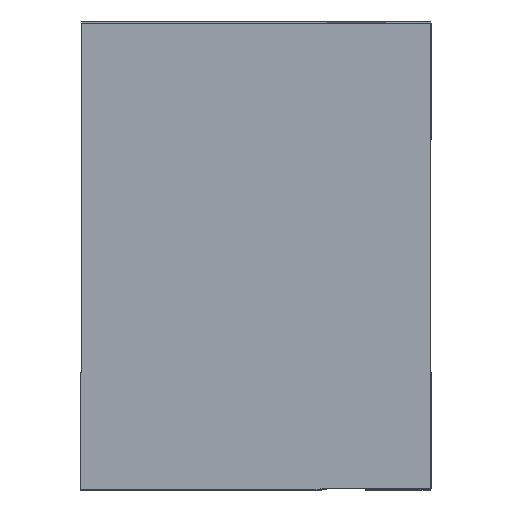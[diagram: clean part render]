
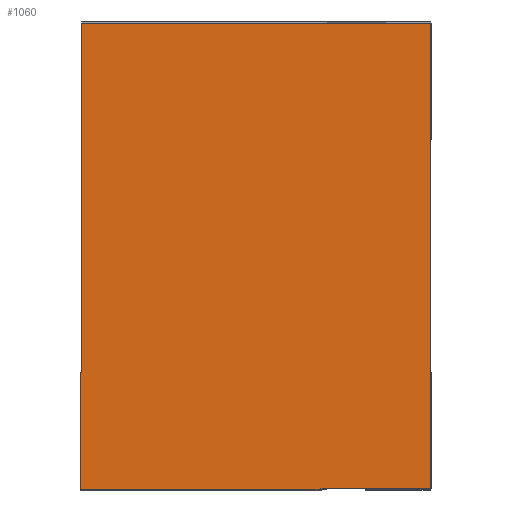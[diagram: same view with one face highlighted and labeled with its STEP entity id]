
A CAD part, left-side view. The second image highlights one B-rep face of the part: STEP entity #1060.
In plain terms, the highlighted planar face has unit normal (-1, 0, 0).
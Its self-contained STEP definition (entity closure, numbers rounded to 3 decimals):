
#74 = CARTESIAN_POINT ( 'NONE',  ( -5., 3., 2. ) ) ;
#82 = CARTESIAN_POINT ( 'NONE',  ( -5., 3.01, -1. ) ) ;
#113 = VERTEX_POINT ( 'NONE', #74 ) ;
#132 = CARTESIAN_POINT ( 'NONE',  ( -5., 3., -2. ) ) ;
#200 = VERTEX_POINT ( 'NONE', #403 ) ;
#221 = LINE ( 'NONE', #2083, #2027 ) ;
#298 = CARTESIAN_POINT ( 'NONE',  ( -5., 0.898, -2. ) ) ;
#334 = ORIENTED_EDGE ( 'NONE', *, *, #2282, .F. ) ;
#345 = DIRECTION ( 'NONE',  ( 0., -1., 0. ) ) ;
#365 = LINE ( 'NONE', #1404, #3156 ) ;
#388 = VERTEX_POINT ( 'NONE', #1356 ) ;
#403 = CARTESIAN_POINT ( 'NONE',  ( -5., 0., 2. ) ) ;
#413 = VECTOR ( 'NONE', #2946, 1000. ) ;
#432 = CARTESIAN_POINT ( 'NONE',  ( -5., 3., 2. ) ) ;
#455 = DIRECTION ( 'NONE',  ( 0., 0., 1. ) ) ;
#495 = DIRECTION ( 'NONE',  ( 0., 0., 1. ) ) ;
#549 = LINE ( 'NONE', #1579, #3045 ) ;
#586 = CARTESIAN_POINT ( 'NONE',  ( -5., 3.01, -2. ) ) ;
#702 = DIRECTION ( 'NONE',  ( 1., 0., 0. ) ) ;
#731 = AXIS2_PLACEMENT_3D ( 'NONE', #432, #702, #2257 ) ;
#822 = EDGE_CURVE ( 'NONE', #1779, #388, #3233, .T. ) ;
#830 = ORIENTED_EDGE ( 'NONE', *, *, #1418, .T. ) ;
#964 = LINE ( 'NONE', #132, #3037 ) ;
#1060 = ADVANCED_FACE ( 'NONE', ( #3266 ), #3250, .F. ) ;
#1097 = LINE ( 'NONE', #82, #1639 ) ;
#1191 = ORIENTED_EDGE ( 'NONE', *, *, #822, .F. ) ;
#1194 = CARTESIAN_POINT ( 'NONE',  ( -5., 0.898, -2.01 ) ) ;
#1263 = EDGE_CURVE ( 'NONE', #388, #2856, #2662, .T. ) ;
#1348 = EDGE_CURVE ( 'NONE', #113, #200, #2163, .T. ) ;
#1356 = CARTESIAN_POINT ( 'NONE',  ( -5., 3.01, -2.01 ) ) ;
#1404 = CARTESIAN_POINT ( 'NONE',  ( -5., 3., 2. ) ) ;
#1418 = EDGE_CURVE ( 'NONE', #1779, #3187, #221, .T. ) ;
#1454 = DIRECTION ( 'NONE',  ( 0., 1., 0. ) ) ;
#1487 = VECTOR ( 'NONE', #1454, 1000. ) ;
#1550 = EDGE_CURVE ( 'NONE', #2856, #1936, #1097, .T. ) ;
#1579 = CARTESIAN_POINT ( 'NONE',  ( -5., 0., 2. ) ) ;
#1637 = EDGE_CURVE ( 'NONE', #3187, #2527, #964, .T. ) ;
#1639 = VECTOR ( 'NONE', #345, 1000. ) ;
#1667 = CARTESIAN_POINT ( 'NONE',  ( -5., 3.01, -1. ) ) ;
#1739 = ORIENTED_EDGE ( 'NONE', *, *, #1550, .F. ) ;
#1779 = VERTEX_POINT ( 'NONE', #2683 ) ;
#1834 = ORIENTED_EDGE ( 'NONE', *, *, #1637, .T. ) ;
#1929 = VECTOR ( 'NONE', #2147, 1000. ) ;
#1936 = VERTEX_POINT ( 'NONE', #2316 ) ;
#1986 = DIRECTION ( 'NONE',  ( 0., -1., 0. ) ) ;
#2027 = VECTOR ( 'NONE', #495, 1000. ) ;
#2083 = CARTESIAN_POINT ( 'NONE',  ( -5., 0.898, -2.01 ) ) ;
#2147 = DIRECTION ( 'NONE',  ( 0., 0., 1. ) ) ;
#2163 = LINE ( 'NONE', #2929, #413 ) ;
#2243 = ORIENTED_EDGE ( 'NONE', *, *, #2435, .T. ) ;
#2257 = DIRECTION ( 'NONE',  ( 0., 0., -1. ) ) ;
#2282 = EDGE_CURVE ( 'NONE', #1936, #113, #365, .T. ) ;
#2298 = DIRECTION ( 'NONE',  ( 0., 0., 1. ) ) ;
#2316 = CARTESIAN_POINT ( 'NONE',  ( -5., 3., -1. ) ) ;
#2397 = CARTESIAN_POINT ( 'NONE',  ( -5., 0., -2. ) ) ;
#2435 = EDGE_CURVE ( 'NONE', #2527, #200, #549, .T. ) ;
#2527 = VERTEX_POINT ( 'NONE', #2397 ) ;
#2662 = LINE ( 'NONE', #586, #1929 ) ;
#2683 = CARTESIAN_POINT ( 'NONE',  ( -5., 0.898, -2.01 ) ) ;
#2856 = VERTEX_POINT ( 'NONE', #1667 ) ;
#2929 = CARTESIAN_POINT ( 'NONE',  ( -5., 3., 2. ) ) ;
#2946 = DIRECTION ( 'NONE',  ( 0., -1., 0. ) ) ;
#3033 = ORIENTED_EDGE ( 'NONE', *, *, #1263, .F. ) ;
#3037 = VECTOR ( 'NONE', #1986, 1000. ) ;
#3045 = VECTOR ( 'NONE', #2298, 1000. ) ;
#3129 = ORIENTED_EDGE ( 'NONE', *, *, #1348, .F. ) ;
#3156 = VECTOR ( 'NONE', #455, 1000. ) ;
#3187 = VERTEX_POINT ( 'NONE', #298 ) ;
#3233 = LINE ( 'NONE', #1194, #1487 ) ;
#3250 = PLANE ( 'NONE',  #731 ) ;
#3266 = FACE_OUTER_BOUND ( 'NONE', #3331, .T. ) ;
#3331 = EDGE_LOOP ( 'NONE', ( #2243, #3129, #334, #1739, #3033, #1191, #830, #1834 ) ) ;
